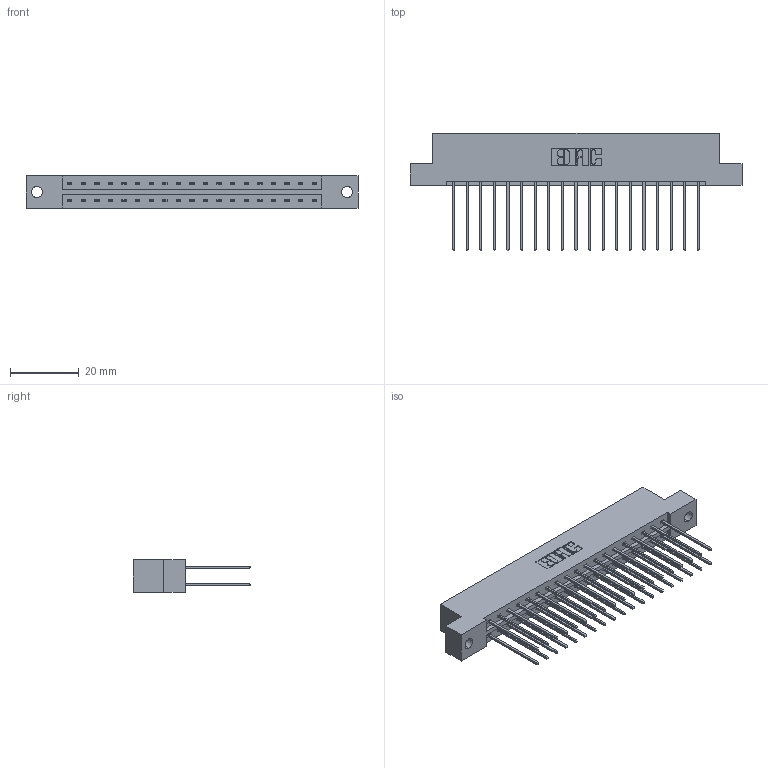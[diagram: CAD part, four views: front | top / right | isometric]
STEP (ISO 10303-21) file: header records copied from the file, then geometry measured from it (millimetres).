
FILE_DESCRIPTION (( 'STEP AP203' ), '1' );
FILE_NAME ('833-038-541-202.STEP', '2020-06-03T12:44:53', ( '' ), ( '' ), 'SwSTEP 2.0', 'SolidWorks 2020', '' );
FILE_SCHEMA (( 'CONFIG_CONTROL_DESIGN' ));
Length unit declared in the file: inch
Products named in the file (3): 345-292-001_345-293-141; 833 Part_Flush - .128 Dia; 833-038-541-202
Assembly tree (39 placements, depth 2):
  833-038-541-202
    833 Part_Flush - .128 Dia
    345-292-001_345-293-141  x38
Bounding box: 96.82 x 34.3 x 9.4 mm (x, y, z)
Volume: 9851.5 mm3; surface area: 12212 mm2
Topology: 39 solids, 39 shells, 2090 faces, 6201 edges, 4082 vertices
Faces by surface type: plane 1438, cylinder 652
Entity records: 15219 total; most frequent: CARTESIAN_POINT 2550, ORIENTED_EDGE 2486, DIRECTION 2219, EDGE_CURVE 1243, LINE 1115, VECTOR 1115, VERTEX_POINT 826, AXIS2_PLACEMENT_3D 552
